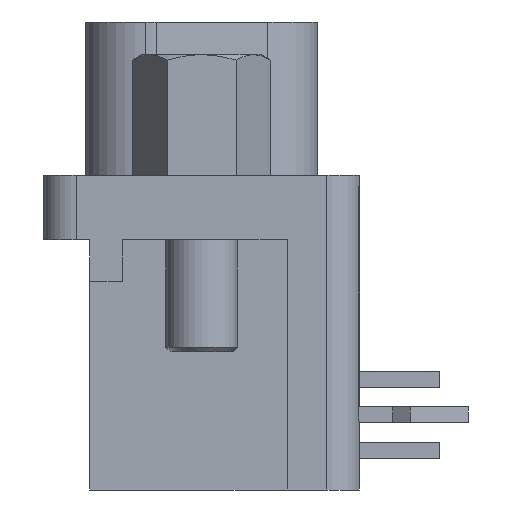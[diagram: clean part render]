
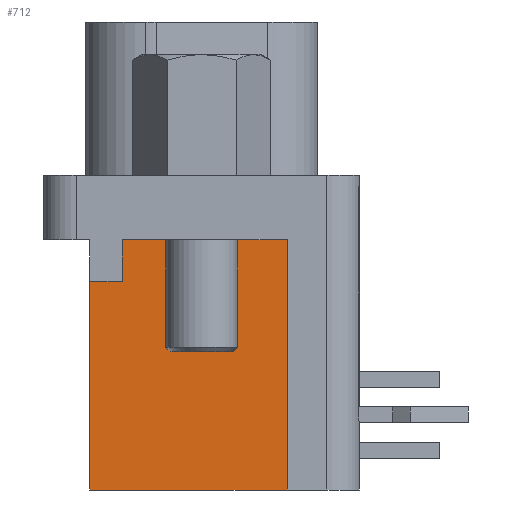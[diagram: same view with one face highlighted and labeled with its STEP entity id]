
A CAD part, left-side view. The second image highlights one B-rep face of the part: STEP entity #712.
In plain terms, the highlighted planar face has unit normal (-1, 0, 0).
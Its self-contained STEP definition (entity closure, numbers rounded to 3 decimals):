
#712=ADVANCED_FACE('',(#1560),#1561,.F.);
#1560=FACE_OUTER_BOUND('',#2545,.T.);
#1561=PLANE('',#2546);
#2545=EDGE_LOOP('',(#4603,#4604,#4605,#4606,#4607,#4608));
#2546=AXIS2_PLACEMENT_3D('',#4609,#4610,#4611);
#4603=ORIENTED_EDGE('',*,*,#6376,.F.);
#4604=ORIENTED_EDGE('',*,*,#6384,.T.);
#4605=ORIENTED_EDGE('',*,*,#6386,.T.);
#4606=ORIENTED_EDGE('',*,*,#6387,.T.);
#4607=ORIENTED_EDGE('',*,*,#6388,.T.);
#4608=ORIENTED_EDGE('',*,*,#6389,.F.);
#4609=CARTESIAN_POINT('',(-13.85,1.439,-8.29));
#4610=DIRECTION('',(1.0,0.0,0.));
#4611=DIRECTION('',(0.,0.0,-1.0));
#6376=EDGE_CURVE('',#7796,#7798,#7799,.T.);
#6384=EDGE_CURVE('',#7796,#7810,#7812,.T.);
#6386=EDGE_CURVE('',#7810,#7814,#7815,.T.);
#6387=EDGE_CURVE('',#7814,#7816,#7817,.T.);
#6388=EDGE_CURVE('',#7816,#7818,#7819,.T.);
#6389=EDGE_CURVE('',#7798,#7818,#7820,.T.);
#7796=VERTEX_POINT('',#10021);
#7798=VERTEX_POINT('',#10024);
#7799=LINE('',#10025,#10026);
#7810=VERTEX_POINT('',#10042);
#7812=LINE('',#10045,#10046);
#7814=VERTEX_POINT('',#10048);
#7815=LINE('',#10049,#10050);
#7816=VERTEX_POINT('',#10051);
#7817=LINE('',#10052,#10053);
#7818=VERTEX_POINT('',#10054);
#7819=LINE('',#10055,#10056);
#7820=LINE('',#10057,#10058);
#10021=CARTESIAN_POINT('',(-13.85,-3.4,-12.5));
#10024=CARTESIAN_POINT('',(-13.85,4.45,-12.5));
#10025=CARTESIAN_POINT('',(-13.85,0.719,-12.5));
#10026=VECTOR('',#11382,1.0);
#10042=CARTESIAN_POINT('',(-13.85,-3.4,-2.56));
#10045=CARTESIAN_POINT('',(-13.85,-3.4,-2.56));
#10046=VECTOR('',#11389,1.0);
#10048=CARTESIAN_POINT('',(-13.85,3.15,-2.56));
#10049=CARTESIAN_POINT('',(-13.85,-3.4,-2.56));
#10050=VECTOR('',#11390,1.0);
#10051=CARTESIAN_POINT('',(-13.85,3.15,-4.2));
#10052=CARTESIAN_POINT('',(-13.85,3.15,-2.56));
#10053=VECTOR('',#11391,1.0);
#10054=CARTESIAN_POINT('',(-13.85,4.45,-4.2));
#10055=CARTESIAN_POINT('',(-13.85,3.15,-4.2));
#10056=VECTOR('',#11392,1.0);
#10057=CARTESIAN_POINT('',(-13.85,4.45,-8.135));
#10058=VECTOR('',#11393,1.0);
#11382=DIRECTION('',(0.0,1.0,0.0));
#11389=DIRECTION('',(0.,0.,1.0));
#11390=DIRECTION('',(0.,1.0,0.));
#11391=DIRECTION('',(0.,0.,-1.0));
#11392=DIRECTION('',(0.0,1.0,0.0));
#11393=DIRECTION('',(0.,0.0,1.0));
